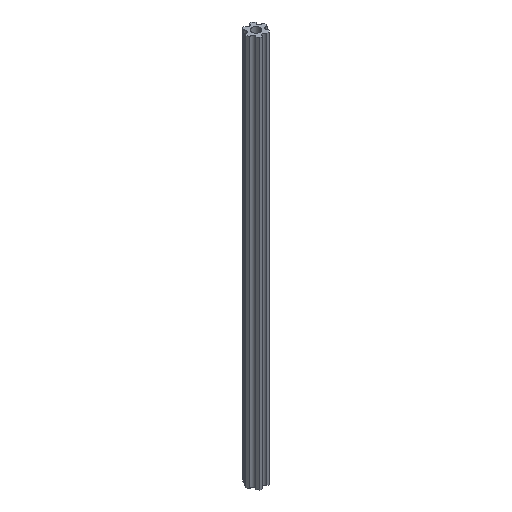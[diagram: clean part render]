
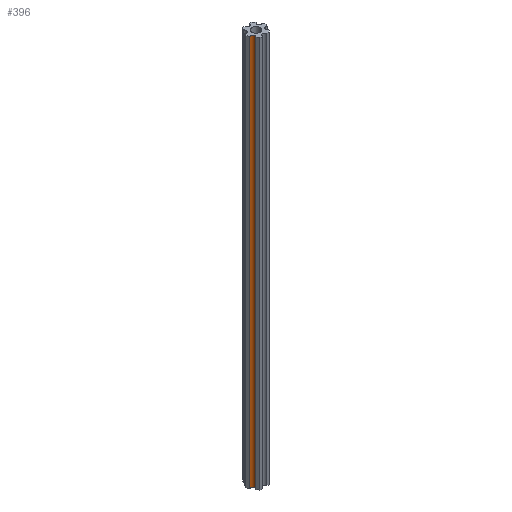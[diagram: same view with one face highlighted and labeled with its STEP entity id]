
A CAD part, isometric view. The second image highlights one B-rep face of the part: STEP entity #396.
In plain terms, the highlighted cylindrical face has radius 1.587 mm (diameter 3.175 mm), a partial arc.
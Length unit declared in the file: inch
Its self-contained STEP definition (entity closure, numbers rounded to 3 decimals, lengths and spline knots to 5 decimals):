
#41 = CIRCLE ( 'NONE', #500, 0.0625 ) ;
#58 = VERTEX_POINT ( 'NONE', #192 ) ;
#151 = EDGE_CURVE ( 'NONE', #560, #629, #529, .T. ) ;
#161 = ORIENTED_EDGE ( 'NONE', *, *, #765, .F. ) ;
#164 = ORIENTED_EDGE ( 'NONE', *, *, #224, .T. ) ;
#174 = CARTESIAN_POINT ( 'NONE',  ( -0.18526, -0.17913, 0. ) ) ;
#189 = CARTESIAN_POINT ( 'NONE',  ( -0.18526, -0.17913, 11.25 ) ) ;
#192 = CARTESIAN_POINT ( 'NONE',  ( -0.24776, -0.07087, 0. ) ) ;
#222 = EDGE_CURVE ( 'NONE', #58, #629, #528, .T. ) ;
#224 = EDGE_CURVE ( 'NONE', #245, #58, #542, .T. ) ;
#245 = VERTEX_POINT ( 'NONE', #514 ) ;
#256 = ORIENTED_EDGE ( 'NONE', *, *, #151, .F. ) ;
#291 = ORIENTED_EDGE ( 'NONE', *, *, #222, .T. ) ;
#314 = CARTESIAN_POINT ( 'NONE',  ( -0.21651, -0.125, 11.25 ) ) ;
#321 = DIRECTION ( 'NONE',  ( -1., 0., 0. ) ) ;
#339 = DIRECTION ( 'NONE',  ( 0., 0., -1. ) ) ;
#396 = ADVANCED_FACE ( 'NONE', ( #409 ), #551, .F. ) ;
#409 = FACE_OUTER_BOUND ( 'NONE', #562, .T. ) ;
#411 = AXIS2_PLACEMENT_3D ( 'NONE', #644, #656, #641 ) ;
#448 = AXIS2_PLACEMENT_3D ( 'NONE', #314, #339, #321 ) ;
#500 = AXIS2_PLACEMENT_3D ( 'NONE', #775, #774, #773 ) ;
#514 = CARTESIAN_POINT ( 'NONE',  ( -0.24776, -0.07087, 11.25 ) ) ;
#528 = CIRCLE ( 'NONE', #411, 0.0625 ) ;
#529 = LINE ( 'NONE', #736, #531 ) ;
#531 = VECTOR ( 'NONE', #604, 39.37008 ) ;
#538 = VECTOR ( 'NONE', #666, 39.37008 ) ;
#542 = LINE ( 'NONE', #673, #538 ) ;
#551 = CYLINDRICAL_SURFACE ( 'NONE', #448, 0.0625 ) ;
#560 = VERTEX_POINT ( 'NONE', #189 ) ;
#562 = EDGE_LOOP ( 'NONE', ( #291, #256, #161, #164 ) ) ;
#604 = DIRECTION ( 'NONE',  ( 0., 0., -1. ) ) ;
#629 = VERTEX_POINT ( 'NONE', #174 ) ;
#641 = DIRECTION ( 'NONE',  ( 1., 0., 0. ) ) ;
#644 = CARTESIAN_POINT ( 'NONE',  ( -0.21651, -0.125, 0. ) ) ;
#656 = DIRECTION ( 'NONE',  ( 0., 0., -1. ) ) ;
#666 = DIRECTION ( 'NONE',  ( 0., 0., -1. ) ) ;
#673 = CARTESIAN_POINT ( 'NONE',  ( -0.24776, -0.07087, 11.25 ) ) ;
#736 = CARTESIAN_POINT ( 'NONE',  ( -0.18526, -0.17913, 11.25 ) ) ;
#765 = EDGE_CURVE ( 'NONE', #245, #560, #41, .T. ) ;
#773 = DIRECTION ( 'NONE',  ( 1., 0., 0. ) ) ;
#774 = DIRECTION ( 'NONE',  ( 0., 0., -1. ) ) ;
#775 = CARTESIAN_POINT ( 'NONE',  ( -0.21651, -0.125, 11.25 ) ) ;
